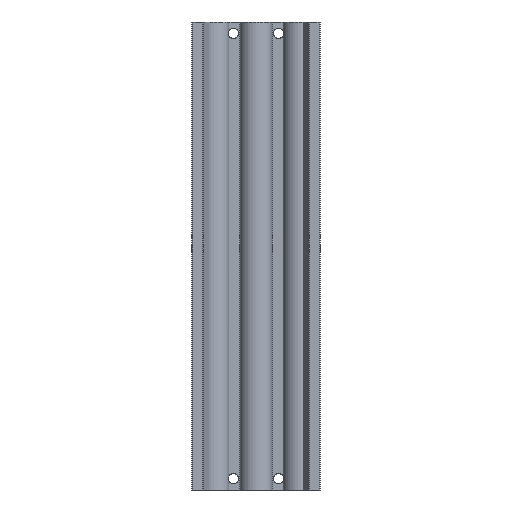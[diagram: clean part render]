
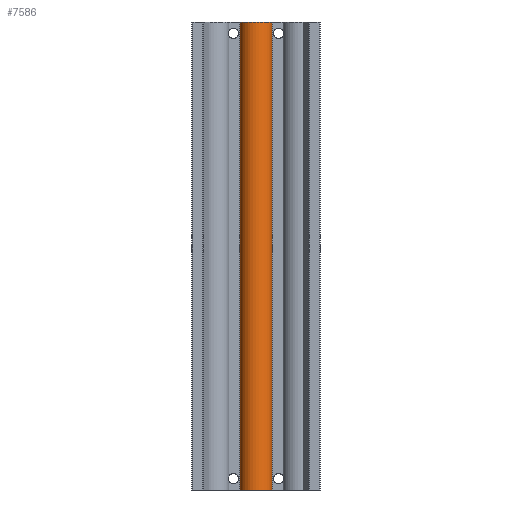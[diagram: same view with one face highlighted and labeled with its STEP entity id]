
A CAD part, front view. The second image highlights one B-rep face of the part: STEP entity #7586.
In plain terms, the highlighted cylindrical face has radius 8.725 mm (diameter 17.45 mm), a partial arc.
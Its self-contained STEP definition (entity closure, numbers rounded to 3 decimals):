
#908 = EDGE_LOOP ( 'NONE', ( #14147, #14148, #14149, #14150 ) ) ;
#1633 = VERTEX_POINT ( 'NONE', #2541 ) ;
#1639 = VERTEX_POINT ( 'NONE', #2535 ) ;
#1685 = VERTEX_POINT ( 'NONE', #2488 ) ;
#1703 = VERTEX_POINT ( 'NONE', #2470 ) ;
#2470 = CARTESIAN_POINT ( 'NONE',  ( 8.725, -2.5, 248.5 ) ) ;
#2488 = CARTESIAN_POINT ( 'NONE',  ( -8.725, -2.5, 0. ) ) ;
#2535 = CARTESIAN_POINT ( 'NONE',  ( 8.725, -2.5, 0. ) ) ;
#2541 = CARTESIAN_POINT ( 'NONE',  ( -8.725, -2.5, 248.5 ) ) ;
#5390 = EDGE_CURVE ( 'NONE', #1633, #1703, #18095, .T. ) ;
#5420 = EDGE_CURVE ( 'NONE', #1685, #1639, #18016, .T. ) ;
#5557 = EDGE_CURVE ( 'NONE', #1633, #1685, #23565, .T. ) ;
#5559 = EDGE_CURVE ( 'NONE', #1703, #1639, #23555, .T. ) ;
#5662 = AXIS2_PLACEMENT_3D ( 'NONE', #9901, #9900, #9899 ) ;
#6382 = DIRECTION ( 'NONE',  ( 1., 0., 0. ) ) ;
#6383 = DIRECTION ( 'NONE',  ( 0., 0., 1. ) ) ;
#6384 = CARTESIAN_POINT ( 'NONE',  ( 0., -2.5, 248.5 ) ) ;
#7586 = ADVANCED_FACE ( 'NONE', ( #23257 ), #23255, .T. ) ;
#9899 = DIRECTION ( 'NONE',  ( -1., 0., 0. ) ) ;
#9900 = DIRECTION ( 'NONE',  ( 0., 0., -1. ) ) ;
#9901 = CARTESIAN_POINT ( 'NONE',  ( 0., -2.5, 248.5 ) ) ;
#10216 = DIRECTION ( 'NONE',  ( 0., 0., -1. ) ) ;
#10217 = CARTESIAN_POINT ( 'NONE',  ( 8.725, -2.5, 248.5 ) ) ;
#10218 = DIRECTION ( 'NONE',  ( 0., 0., -1. ) ) ;
#10219 = CARTESIAN_POINT ( 'NONE',  ( -8.725, -2.5, 248.5 ) ) ;
#10346 = DIRECTION ( 'NONE',  ( 1., 0., 0. ) ) ;
#10350 = DIRECTION ( 'NONE',  ( 0., 0., 1. ) ) ;
#10353 = CARTESIAN_POINT ( 'NONE',  ( 0., -2.5, 0. ) ) ;
#14147 = ORIENTED_EDGE ( 'NONE', *, *, #5420, .T. ) ;
#14148 = ORIENTED_EDGE ( 'NONE', *, *, #5559, .F. ) ;
#14149 = ORIENTED_EDGE ( 'NONE', *, *, #5390, .F. ) ;
#14150 = ORIENTED_EDGE ( 'NONE', *, *, #5557, .T. ) ;
#18016 = CIRCLE ( 'NONE', #24044, 8.725 ) ;
#18095 = CIRCLE ( 'NONE', #24055, 8.725 ) ;
#23255 = CYLINDRICAL_SURFACE ( 'NONE', #5662, 8.725 ) ;
#23257 = FACE_OUTER_BOUND ( 'NONE', #908, .T. ) ;
#23550 = VECTOR ( 'NONE', #10216, 1000. ) ;
#23555 = LINE ( 'NONE', #10217, #23550 ) ;
#23560 = VECTOR ( 'NONE', #10218, 1000. ) ;
#23565 = LINE ( 'NONE', #10219, #23560 ) ;
#24044 = AXIS2_PLACEMENT_3D ( 'NONE', #10353, #10350, #10346 ) ;
#24055 = AXIS2_PLACEMENT_3D ( 'NONE', #6384, #6383, #6382 ) ;
